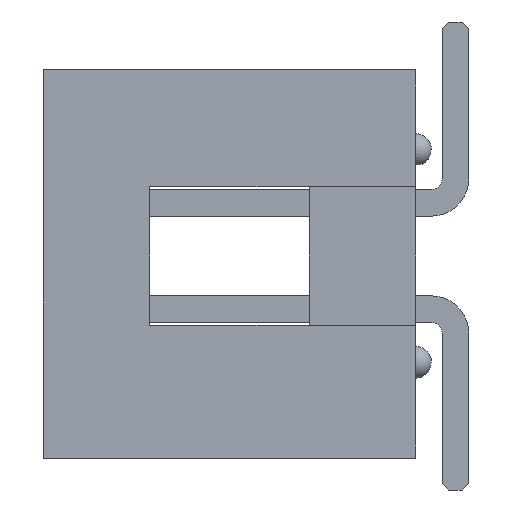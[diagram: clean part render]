
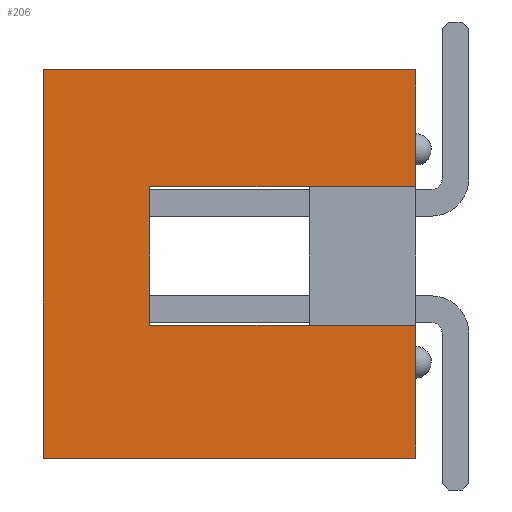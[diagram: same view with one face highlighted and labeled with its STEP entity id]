
A CAD part, left-side view. The second image highlights one B-rep face of the part: STEP entity #206.
In plain terms, the highlighted planar face has unit normal (-1, 0, 0).
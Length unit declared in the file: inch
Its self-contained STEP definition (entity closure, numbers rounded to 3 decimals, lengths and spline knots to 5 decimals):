
#206 = ADVANCED_FACE( '', ( #611 ), #612, .F. );
#611 = FACE_OUTER_BOUND( '', #1344, .T. );
#612 = PLANE( '', #1345 );
#1344 = EDGE_LOOP( '', ( #2330, #2331, #2332, #2333, #2334, #2335, #2336, #2337 ) );
#1345 = AXIS2_PLACEMENT_3D( '', #2338, #2339, #2340 );
#2330 = ORIENTED_EDGE( '', *, *, #5339, .F. );
#2331 = ORIENTED_EDGE( '', *, *, #5322, .F. );
#2332 = ORIENTED_EDGE( '', *, *, #5332, .F. );
#2333 = ORIENTED_EDGE( '', *, *, #5270, .F. );
#2334 = ORIENTED_EDGE( '', *, *, #5315, .T. );
#2335 = ORIENTED_EDGE( '', *, *, #5275, .T. );
#2336 = ORIENTED_EDGE( '', *, *, #5331, .F. );
#2337 = ORIENTED_EDGE( '', *, *, #5341, .F. );
#2338 = CARTESIAN_POINT( '', ( -0.575, 0., 0. ) );
#2339 = DIRECTION( '', ( 1., 0., 0. ) );
#2340 = DIRECTION( '', ( 0., 0., -1. ) );
#5270 = EDGE_CURVE( '', #6378, #6371, #6380, .T. );
#5275 = EDGE_CURVE( '', #6388, #6386, #6389, .T. );
#5315 = EDGE_CURVE( '', #6378, #6388, #6451, .T. );
#5322 = EDGE_CURVE( '', #6459, #6461, #6462, .T. );
#5331 = EDGE_CURVE( '', #6475, #6386, #6477, .T. );
#5332 = EDGE_CURVE( '', #6371, #6459, #6478, .T. );
#5339 = EDGE_CURVE( '', #6461, #6479, #6489, .T. );
#5341 = EDGE_CURVE( '', #6479, #6475, #6491, .T. );
#6371 = VERTEX_POINT( '', #8191 );
#6378 = VERTEX_POINT( '', #8201 );
#6380 = LINE( '', #8204, #8205 );
#6386 = VERTEX_POINT( '', #8214 );
#6388 = VERTEX_POINT( '', #8217 );
#6389 = LINE( '', #8218, #8219 );
#6451 = LINE( '', #8320, #8321 );
#6459 = VERTEX_POINT( '', #8334 );
#6461 = VERTEX_POINT( '', #8337 );
#6462 = LINE( '', #8338, #8339 );
#6475 = VERTEX_POINT( '', #8355 );
#6477 = LINE( '', #8358, #8359 );
#6478 = LINE( '', #8360, #8361 );
#6479 = VERTEX_POINT( '', #8362 );
#6489 = LINE( '', #8378, #8379 );
#6491 = LINE( '', #8382, #8383 );
#8191 = CARTESIAN_POINT( '', ( -0.575, 0., -0.065 ) );
#8201 = CARTESIAN_POINT( '', ( -0.575, 0.25, -0.065 ) );
#8204 = CARTESIAN_POINT( '', ( -0.575, 0.25, -0.065 ) );
#8205 = VECTOR( '', #10882, 39.37008 );
#8214 = CARTESIAN_POINT( '', ( -0.575, 0., 0.065 ) );
#8217 = CARTESIAN_POINT( '', ( -0.575, 0.25, 0.065 ) );
#8218 = CARTESIAN_POINT( '', ( -0.575, 0.25, 0.065 ) );
#8219 = VECTOR( '', #10887, 39.37008 );
#8320 = CARTESIAN_POINT( '', ( -0.575, 0.25, 0. ) );
#8321 = VECTOR( '', #10927, 39.37008 );
#8334 = CARTESIAN_POINT( '', ( -0.575, 0., -0.19 ) );
#8337 = CARTESIAN_POINT( '', ( -0.575, 0.35, -0.19 ) );
#8338 = CARTESIAN_POINT( '', ( -0.575, 0., -0.19 ) );
#8339 = VECTOR( '', #10934, 39.37008 );
#8355 = CARTESIAN_POINT( '', ( -0.575, 0., 0.175 ) );
#8358 = CARTESIAN_POINT( '', ( -0.575, 0., 0.175 ) );
#8359 = VECTOR( '', #10951, 39.37008 );
#8360 = CARTESIAN_POINT( '', ( -0.575, 0., 0.175 ) );
#8361 = VECTOR( '', #10952, 39.37008 );
#8362 = CARTESIAN_POINT( '', ( -0.575, 0.35, 0.175 ) );
#8378 = CARTESIAN_POINT( '', ( -0.575, 0.35, -0.19 ) );
#8379 = VECTOR( '', #10959, 39.37008 );
#8382 = CARTESIAN_POINT( '', ( -0.575, 0.35, 0.175 ) );
#8383 = VECTOR( '', #10961, 39.37008 );
#10882 = DIRECTION( '', ( 0., -1., 0. ) );
#10887 = DIRECTION( '', ( 0., -1., 0. ) );
#10927 = DIRECTION( '', ( 0., 0., 1. ) );
#10934 = DIRECTION( '', ( 0., 1., 0. ) );
#10951 = DIRECTION( '', ( 0., 0., -1. ) );
#10952 = DIRECTION( '', ( 0., 0., -1. ) );
#10959 = DIRECTION( '', ( 0., 0., 1. ) );
#10961 = DIRECTION( '', ( 0., -1., 0. ) );
